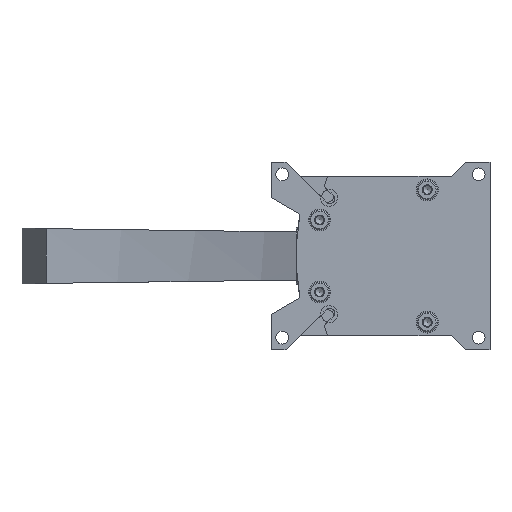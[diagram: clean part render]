
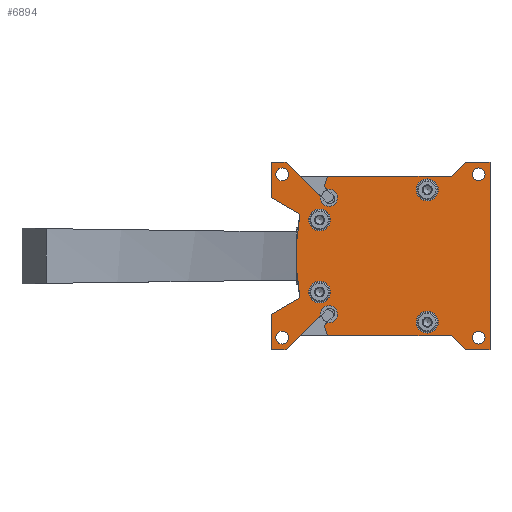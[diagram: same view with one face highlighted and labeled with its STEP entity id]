
A CAD part, front view. The second image highlights one B-rep face of the part: STEP entity #6894.
In plain terms, the highlighted planar face has unit normal (0, -1, 0).
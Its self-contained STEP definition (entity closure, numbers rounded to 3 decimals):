
#85=PLANE('',#7445);
#420=LINE('',#10483,#994);
#423=LINE('',#10489,#997);
#426=LINE('',#10495,#1000);
#429=LINE('',#10501,#1003);
#433=LINE('',#10513,#1007);
#437=LINE('',#10525,#1011);
#440=LINE('',#10531,#1014);
#443=LINE('',#10537,#1017);
#469=LINE('',#10611,#1043);
#472=LINE('',#10617,#1046);
#475=LINE('',#10623,#1049);
#478=LINE('',#10629,#1052);
#482=LINE('',#10641,#1056);
#486=LINE('',#10653,#1060);
#489=LINE('',#10659,#1063);
#492=LINE('',#10665,#1066);
#495=LINE('',#10671,#1069);
#994=VECTOR('',#8235,1000.);
#997=VECTOR('',#8240,1000.);
#1000=VECTOR('',#8245,1000.);
#1003=VECTOR('',#8250,1000.);
#1007=VECTOR('',#8262,1000.);
#1011=VECTOR('',#8274,1000.);
#1014=VECTOR('',#8279,1000.);
#1017=VECTOR('',#8284,1000.);
#1043=VECTOR('',#8334,1000.);
#1046=VECTOR('',#8339,1000.);
#1049=VECTOR('',#8344,1000.);
#1052=VECTOR('',#8349,1000.);
#1056=VECTOR('',#8361,1000.);
#1060=VECTOR('',#8373,1000.);
#1063=VECTOR('',#8378,1000.);
#1066=VECTOR('',#8383,1000.);
#1069=VECTOR('',#8388,1000.);
#1561=CIRCLE('',#7335,86.);
#1591=CIRCLE('',#7396,3.);
#1593=CIRCLE('',#7400,80.);
#1606=CIRCLE('',#7421,80.);
#1608=CIRCLE('',#7425,3.);
#1611=CIRCLE('',#7433,2.25);
#1613=CIRCLE('',#7436,2.25);
#1615=CIRCLE('',#7439,2.25);
#1617=CIRCLE('',#7442,2.25);
#1619=CIRCLE('',#7446,3.85);
#1620=CIRCLE('',#7447,3.85);
#1621=CIRCLE('',#7448,3.85);
#1622=CIRCLE('',#7449,3.85);
#2089=ORIENTED_EDGE('',*,*,#4025,.F.);
#2090=ORIENTED_EDGE('',*,*,#4026,.F.);
#2091=ORIENTED_EDGE('',*,*,#4027,.F.);
#2092=ORIENTED_EDGE('',*,*,#4028,.F.);
#2093=ORIENTED_EDGE('',*,*,#4023,.T.);
#2094=ORIENTED_EDGE('',*,*,#4021,.T.);
#2095=ORIENTED_EDGE('',*,*,#4019,.T.);
#2096=ORIENTED_EDGE('',*,*,#4017,.T.);
#2097=ORIENTED_EDGE('',*,*,#3920,.F.);
#2098=ORIENTED_EDGE('',*,*,#3857,.F.);
#2099=ORIENTED_EDGE('',*,*,#4014,.F.);
#2100=ORIENTED_EDGE('',*,*,#4011,.F.);
#2101=ORIENTED_EDGE('',*,*,#4008,.F.);
#2102=ORIENTED_EDGE('',*,*,#4005,.F.);
#2103=ORIENTED_EDGE('',*,*,#4002,.T.);
#2104=ORIENTED_EDGE('',*,*,#3999,.F.);
#2105=ORIENTED_EDGE('',*,*,#3996,.F.);
#2106=ORIENTED_EDGE('',*,*,#3993,.F.);
#2107=ORIENTED_EDGE('',*,*,#3990,.F.);
#2108=ORIENTED_EDGE('',*,*,#3987,.F.);
#2109=ORIENTED_EDGE('',*,*,#3984,.F.);
#2110=ORIENTED_EDGE('',*,*,#3947,.F.);
#2111=ORIENTED_EDGE('',*,*,#3944,.F.);
#2112=ORIENTED_EDGE('',*,*,#3941,.F.);
#2113=ORIENTED_EDGE('',*,*,#3938,.F.);
#2114=ORIENTED_EDGE('',*,*,#3935,.F.);
#2115=ORIENTED_EDGE('',*,*,#3932,.T.);
#2116=ORIENTED_EDGE('',*,*,#3929,.F.);
#2117=ORIENTED_EDGE('',*,*,#3926,.F.);
#2118=ORIENTED_EDGE('',*,*,#3923,.F.);
#3857=EDGE_CURVE('',#4849,#4850,#1561,.T.);
#3920=EDGE_CURVE('',#4850,#4888,#420,.T.);
#3923=EDGE_CURVE('',#4888,#4890,#423,.T.);
#3926=EDGE_CURVE('',#4890,#4892,#426,.T.);
#3929=EDGE_CURVE('',#4892,#4894,#429,.T.);
#3932=EDGE_CURVE('',#4896,#4894,#1591,.T.);
#3935=EDGE_CURVE('',#4896,#4898,#433,.T.);
#3938=EDGE_CURVE('',#4898,#4900,#1593,.T.);
#3941=EDGE_CURVE('',#4900,#4902,#437,.T.);
#3944=EDGE_CURVE('',#4902,#4904,#440,.T.);
#3947=EDGE_CURVE('',#4904,#4906,#443,.T.);
#3984=EDGE_CURVE('',#4906,#4942,#469,.T.);
#3987=EDGE_CURVE('',#4942,#4944,#472,.T.);
#3990=EDGE_CURVE('',#4944,#4946,#475,.T.);
#3993=EDGE_CURVE('',#4946,#4948,#478,.T.);
#3996=EDGE_CURVE('',#4948,#4950,#1606,.T.);
#3999=EDGE_CURVE('',#4950,#4952,#482,.T.);
#4002=EDGE_CURVE('',#4954,#4952,#1608,.T.);
#4005=EDGE_CURVE('',#4954,#4956,#486,.T.);
#4008=EDGE_CURVE('',#4956,#4958,#489,.T.);
#4011=EDGE_CURVE('',#4958,#4960,#492,.T.);
#4014=EDGE_CURVE('',#4960,#4849,#495,.T.);
#4017=EDGE_CURVE('',#4963,#4963,#1611,.T.);
#4019=EDGE_CURVE('',#4965,#4965,#1613,.T.);
#4021=EDGE_CURVE('',#4967,#4967,#1615,.T.);
#4023=EDGE_CURVE('',#4969,#4969,#1617,.T.);
#4025=EDGE_CURVE('',#4971,#4971,#1619,.T.);
#4026=EDGE_CURVE('',#4972,#4972,#1620,.T.);
#4027=EDGE_CURVE('',#4973,#4973,#1621,.T.);
#4028=EDGE_CURVE('',#4974,#4974,#1622,.T.);
#4849=VERTEX_POINT('',#10261);
#4850=VERTEX_POINT('',#10262);
#4888=VERTEX_POINT('',#10484);
#4890=VERTEX_POINT('',#10490);
#4892=VERTEX_POINT('',#10496);
#4894=VERTEX_POINT('',#10502);
#4896=VERTEX_POINT('',#10508);
#4898=VERTEX_POINT('',#10514);
#4900=VERTEX_POINT('',#10520);
#4902=VERTEX_POINT('',#10526);
#4904=VERTEX_POINT('',#10532);
#4906=VERTEX_POINT('',#10538);
#4942=VERTEX_POINT('',#10612);
#4944=VERTEX_POINT('',#10618);
#4946=VERTEX_POINT('',#10624);
#4948=VERTEX_POINT('',#10630);
#4950=VERTEX_POINT('',#10636);
#4952=VERTEX_POINT('',#10642);
#4954=VERTEX_POINT('',#10648);
#4956=VERTEX_POINT('',#10654);
#4958=VERTEX_POINT('',#10660);
#4960=VERTEX_POINT('',#10666);
#4963=VERTEX_POINT('',#10677);
#4965=VERTEX_POINT('',#10682);
#4967=VERTEX_POINT('',#10687);
#4969=VERTEX_POINT('',#10692);
#4971=VERTEX_POINT('',#10698);
#4972=VERTEX_POINT('',#10700);
#4973=VERTEX_POINT('',#10702);
#4974=VERTEX_POINT('',#10704);
#5673=EDGE_LOOP('',(#2089));
#5674=EDGE_LOOP('',(#2090));
#5675=EDGE_LOOP('',(#2091));
#5676=EDGE_LOOP('',(#2092));
#5677=EDGE_LOOP('',(#2093));
#5678=EDGE_LOOP('',(#2094));
#5679=EDGE_LOOP('',(#2095));
#5680=EDGE_LOOP('',(#2096));
#5681=EDGE_LOOP('',(#2097,#2098,#2099,#2100,#2101,#2102,#2103,#2104,#2105,
#2106,#2107,#2108,#2109,#2110,#2111,#2112,#2113,#2114,#2115,#2116,#2117,
#2118));
#6243=FACE_BOUND('',#5673,.T.);
#6244=FACE_BOUND('',#5674,.T.);
#6245=FACE_BOUND('',#5675,.T.);
#6246=FACE_BOUND('',#5676,.T.);
#6247=FACE_BOUND('',#5677,.T.);
#6248=FACE_BOUND('',#5678,.T.);
#6249=FACE_BOUND('',#5679,.T.);
#6250=FACE_BOUND('',#5680,.T.);
#6251=FACE_BOUND('',#5681,.T.);
#6894=ADVANCED_FACE('',(#6243,#6244,#6245,#6246,#6247,#6248,#6249,#6250,
#6251),#85,.F.);
#7335=AXIS2_PLACEMENT_3D('',#10260,#8114,#8115);
#7396=AXIS2_PLACEMENT_3D('',#10507,#8255,#8256);
#7400=AXIS2_PLACEMENT_3D('',#10519,#8267,#8268);
#7421=AXIS2_PLACEMENT_3D('',#10635,#8354,#8355);
#7425=AXIS2_PLACEMENT_3D('',#10647,#8366,#8367);
#7433=AXIS2_PLACEMENT_3D('',#10676,#8394,#8395);
#7436=AXIS2_PLACEMENT_3D('',#10681,#8400,#8401);
#7439=AXIS2_PLACEMENT_3D('',#10686,#8406,#8407);
#7442=AXIS2_PLACEMENT_3D('',#10691,#8412,#8413);
#7445=AXIS2_PLACEMENT_3D('',#10696,#8418,#8419);
#7446=AXIS2_PLACEMENT_3D('',#10697,#8420,#8421);
#7447=AXIS2_PLACEMENT_3D('',#10699,#8422,#8423);
#7448=AXIS2_PLACEMENT_3D('',#10701,#8424,#8425);
#7449=AXIS2_PLACEMENT_3D('',#10703,#8426,#8427);
#8114=DIRECTION('',(0.,1.,0.));
#8115=DIRECTION('',(1.,0.,0.));
#8235=DIRECTION('',(-0.866,0.,0.5));
#8240=DIRECTION('',(0.,0.,1.));
#8245=DIRECTION('',(1.,0.,0.));
#8250=DIRECTION('',(0.707,0.,-0.707));
#8255=DIRECTION('',(0.,1.,0.));
#8256=DIRECTION('',(1.,0.,0.));
#8262=DIRECTION('',(-0.707,0.,0.707));
#8267=DIRECTION('',(0.,1.,0.));
#8268=DIRECTION('',(1.,0.,0.));
#8274=DIRECTION('',(1.,0.,0.));
#8279=DIRECTION('',(0.707,0.,0.707));
#8284=DIRECTION('',(1.,0.,0.));
#8334=DIRECTION('',(0.,0.,-1.));
#8339=DIRECTION('',(-1.,0.,0.));
#8344=DIRECTION('',(-0.707,0.,0.707));
#8349=DIRECTION('',(-1.,0.,0.));
#8354=DIRECTION('',(0.,1.,0.));
#8355=DIRECTION('',(1.,0.,0.));
#8361=DIRECTION('',(0.707,0.,0.707));
#8366=DIRECTION('',(0.,1.,0.));
#8367=DIRECTION('',(1.,0.,0.));
#8373=DIRECTION('',(-0.707,0.,-0.707));
#8378=DIRECTION('',(-1.,0.,0.));
#8383=DIRECTION('',(0.,0.,1.));
#8388=DIRECTION('',(0.866,0.,0.5));
#8394=DIRECTION('',(0.,1.,0.));
#8395=DIRECTION('',(1.,0.,0.));
#8400=DIRECTION('',(0.,1.,0.));
#8401=DIRECTION('',(1.,0.,0.));
#8406=DIRECTION('',(0.,1.,0.));
#8407=DIRECTION('',(1.,0.,0.));
#8412=DIRECTION('',(0.,1.,0.));
#8413=DIRECTION('',(1.,0.,0.));
#8418=DIRECTION('',(0.,1.,0.));
#8419=DIRECTION('',(0.,0.,1.));
#8420=DIRECTION('',(0.,-1.,0.));
#8421=DIRECTION('',(0.,0.,-1.));
#8422=DIRECTION('',(0.,-1.,0.));
#8423=DIRECTION('',(0.,0.,-1.));
#8424=DIRECTION('',(0.,-1.,0.));
#8425=DIRECTION('',(0.,0.,-1.));
#8426=DIRECTION('',(0.,-1.,0.));
#8427=DIRECTION('',(0.,0.,-1.));
#10260=CARTESIAN_POINT('',(54.,0.,0.));
#10261=CARTESIAN_POINT('',(-30.726,0.,-14.75));
#10262=CARTESIAN_POINT('',(-30.726,0.,14.75));
#10483=CARTESIAN_POINT('',(-30.726,0.,14.75));
#10484=CARTESIAN_POINT('',(-40.8,0.,20.566));
#10489=CARTESIAN_POINT('',(-40.8,0.,20.566));
#10490=CARTESIAN_POINT('',(-40.8,0.,33.));
#10495=CARTESIAN_POINT('',(-40.8,0.,33.));
#10496=CARTESIAN_POINT('',(-35.616,0.,33.));
#10501=CARTESIAN_POINT('',(-35.616,0.,33.));
#10502=CARTESIAN_POINT('',(-23.478,0.,20.862));
#10507=CARTESIAN_POINT('',(-20.5,0.,20.5));
#10508=CARTESIAN_POINT('',(-20.862,0.,23.478));
#10513=CARTESIAN_POINT('',(-20.862,0.,23.478));
#10514=CARTESIAN_POINT('',(-22.09,0.,24.706));
#10519=CARTESIAN_POINT('',(54.,0.,0.));
#10520=CARTESIAN_POINT('',(-20.94,0.,28.));
#10525=CARTESIAN_POINT('',(-20.94,0.,28.));
#10526=CARTESIAN_POINT('',(22.5,0.,28.));
#10531=CARTESIAN_POINT('',(22.5,0.,28.));
#10532=CARTESIAN_POINT('',(27.5,0.,33.));
#10537=CARTESIAN_POINT('',(27.5,0.,33.));
#10538=CARTESIAN_POINT('',(36.2,0.,33.));
#10611=CARTESIAN_POINT('',(36.2,0.,33.));
#10612=CARTESIAN_POINT('',(36.2,0.,-33.));
#10617=CARTESIAN_POINT('',(36.2,0.,-33.));
#10618=CARTESIAN_POINT('',(27.5,0.,-33.));
#10623=CARTESIAN_POINT('',(27.5,0.,-33.));
#10624=CARTESIAN_POINT('',(22.5,0.,-28.));
#10629=CARTESIAN_POINT('',(22.5,0.,-28.));
#10630=CARTESIAN_POINT('',(-20.94,0.,-28.));
#10635=CARTESIAN_POINT('',(54.,0.,0.));
#10636=CARTESIAN_POINT('',(-22.09,0.,-24.706));
#10641=CARTESIAN_POINT('',(-22.09,0.,-24.706));
#10642=CARTESIAN_POINT('',(-20.862,0.,-23.478));
#10647=CARTESIAN_POINT('',(-20.5,0.,-20.5));
#10648=CARTESIAN_POINT('',(-23.478,0.,-20.862));
#10653=CARTESIAN_POINT('',(-23.478,0.,-20.862));
#10654=CARTESIAN_POINT('',(-35.616,0.,-33.));
#10659=CARTESIAN_POINT('',(-35.616,0.,-33.));
#10660=CARTESIAN_POINT('',(-40.8,0.,-33.));
#10665=CARTESIAN_POINT('',(-40.8,0.,-33.));
#10666=CARTESIAN_POINT('',(-40.8,0.,-20.566));
#10671=CARTESIAN_POINT('',(-40.8,0.,-20.566));
#10676=CARTESIAN_POINT('',(32.2,0.,-28.75));
#10677=CARTESIAN_POINT('',(34.45,0.,-28.75));
#10681=CARTESIAN_POINT('',(32.2,0.,28.75));
#10682=CARTESIAN_POINT('',(34.45,0.,28.75));
#10686=CARTESIAN_POINT('',(-37.,0.,-28.75));
#10687=CARTESIAN_POINT('',(-34.75,0.,-28.75));
#10691=CARTESIAN_POINT('',(-37.,0.,28.75));
#10692=CARTESIAN_POINT('',(-34.75,0.,28.75));
#10696=CARTESIAN_POINT('',(-20.5,0.,20.5));
#10697=CARTESIAN_POINT('',(-23.8,0.,12.7));
#10698=CARTESIAN_POINT('',(-23.8,0.,8.85));
#10699=CARTESIAN_POINT('',(-23.8,0.,-12.7));
#10700=CARTESIAN_POINT('',(-23.8,0.,-16.55));
#10701=CARTESIAN_POINT('',(14.1,0.,23.3));
#10702=CARTESIAN_POINT('',(14.1,0.,19.45));
#10703=CARTESIAN_POINT('',(14.1,0.,-23.3));
#10704=CARTESIAN_POINT('',(14.1,0.,-27.15));
